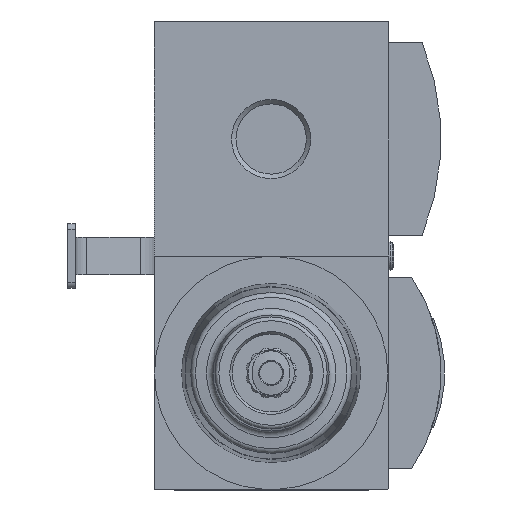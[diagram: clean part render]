
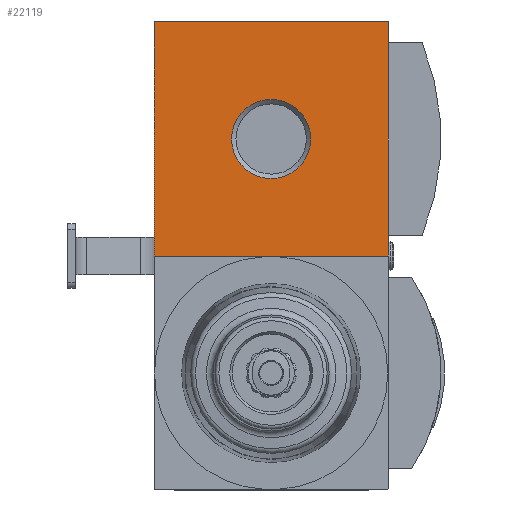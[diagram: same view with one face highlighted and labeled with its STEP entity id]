
A CAD part, front view. The second image highlights one B-rep face of the part: STEP entity #22119.
In plain terms, the highlighted planar face has unit normal (0, -1, 0).
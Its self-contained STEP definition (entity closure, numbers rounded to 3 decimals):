
#289=PLANE('',#23173);
#1007=LINE('',#30447,#2532);
#1015=LINE('',#30462,#2540);
#1031=LINE('',#30492,#2556);
#1071=LINE('',#30583,#2596);
#2532=VECTOR('',#25209,1000.);
#2540=VECTOR('',#25219,1000.);
#2556=VECTOR('',#25237,1000.);
#2596=VECTOR('',#25315,1000.);
#3861=CIRCLE('',#23174,10.478);
#5069=ORIENTED_EDGE('',*,*,#9817,.F.);
#5070=ORIENTED_EDGE('',*,*,#9733,.F.);
#5071=ORIENTED_EDGE('',*,*,#9725,.F.);
#5072=ORIENTED_EDGE('',*,*,#9749,.F.);
#5073=ORIENTED_EDGE('',*,*,#9798,.F.);
#9725=EDGE_CURVE('',#12125,#12126,#1007,.T.);
#9733=EDGE_CURVE('',#12126,#12132,#1015,.T.);
#9749=EDGE_CURVE('',#12144,#12125,#1031,.T.);
#9798=EDGE_CURVE('',#12132,#12144,#1071,.T.);
#9817=EDGE_CURVE('',#12186,#12186,#3861,.T.);
#12125=VERTEX_POINT('',#30446);
#12126=VERTEX_POINT('',#30448);
#12132=VERTEX_POINT('',#30463);
#12144=VERTEX_POINT('',#30491);
#12186=VERTEX_POINT('',#30622);
#13831=EDGE_LOOP('',(#5069));
#13832=EDGE_LOOP('',(#5070,#5071,#5072,#5073));
#14928=FACE_BOUND('',#13831,.T.);
#14929=FACE_BOUND('',#13832,.T.);
#22119=ADVANCED_FACE('',(#14928,#14929),#289,.F.);
#23173=AXIS2_PLACEMENT_3D('',#30620,#25357,#25358);
#23174=AXIS2_PLACEMENT_3D('',#30621,#25359,#25360);
#25209=DIRECTION('',(-1.,0.,0.));
#25219=DIRECTION('',(0.,0.,1.));
#25237=DIRECTION('',(0.,0.,-1.));
#25315=DIRECTION('',(1.,0.,0.));
#25357=DIRECTION('',(0.,1.,0.));
#25358=DIRECTION('',(0.,0.,1.));
#25359=DIRECTION('',(0.,-1.,0.));
#25360=DIRECTION('',(0.,0.,-1.));
#30446=CARTESIAN_POINT('',(31.,-45.,-31.));
#30447=CARTESIAN_POINT('',(31.,-45.,-31.));
#30448=CARTESIAN_POINT('',(-31.,-45.,-31.));
#30462=CARTESIAN_POINT('',(-31.,-45.,-31.));
#30463=CARTESIAN_POINT('',(-31.,-45.,31.));
#30491=CARTESIAN_POINT('',(31.,-45.,31.));
#30492=CARTESIAN_POINT('',(31.,-45.,31.));
#30583=CARTESIAN_POINT('',(-31.,-45.,31.));
#30620=CARTESIAN_POINT('',(0.,-45.,0.));
#30621=CARTESIAN_POINT('',(0.,-45.,0.));
#30622=CARTESIAN_POINT('',(0.,-45.,-10.478));
